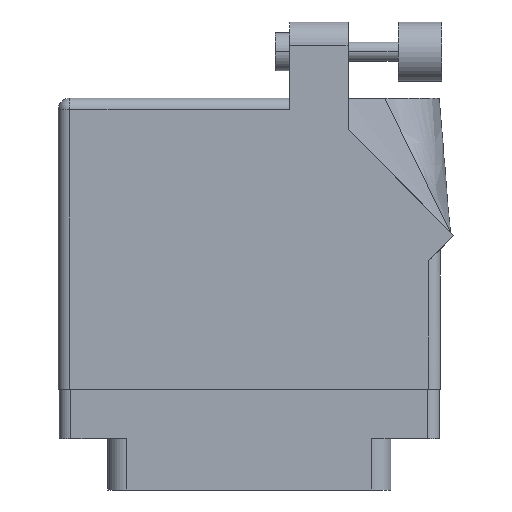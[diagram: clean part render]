
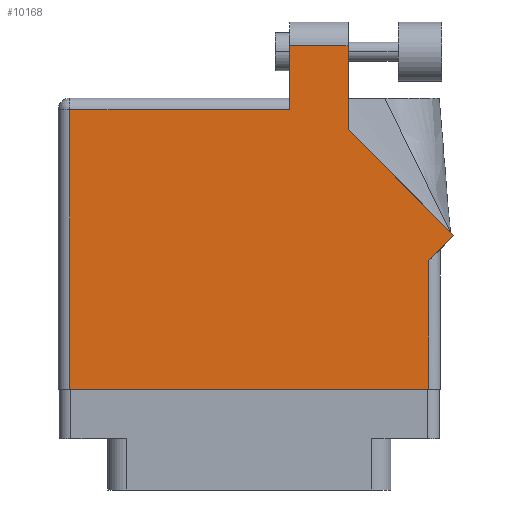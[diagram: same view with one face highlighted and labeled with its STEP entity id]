
A CAD part, front view. The second image highlights one B-rep face of the part: STEP entity #10168.
In plain terms, the highlighted face is planar.
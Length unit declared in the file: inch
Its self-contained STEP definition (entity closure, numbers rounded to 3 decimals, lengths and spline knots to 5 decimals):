
#140 = CARTESIAN_POINT ( 'NONE',  ( 0.062, 1.468, 0. ) ) ;
#244 = LINE ( 'NONE', #23129, #7369 ) ;
#700 = CARTESIAN_POINT ( 'NONE',  ( 1.217, 1.53, 0. ) ) ;
#768 = ORIENTED_EDGE ( 'NONE', *, *, #17373, .T. ) ;
#1045 = VECTOR ( 'NONE', #4034, 39.37008 ) ;
#1947 = VERTEX_POINT ( 'NONE', #21928 ) ;
#2172 = VERTEX_POINT ( 'NONE', #27460 ) ;
#2352 = VECTOR ( 'NONE', #19886, 39.37008 ) ;
#2891 = CARTESIAN_POINT ( 'NONE',  ( 1.948, 0.675, 0. ) ) ;
#2940 = CARTESIAN_POINT ( 'NONE',  ( 1.524, 1.805, 0. ) ) ;
#3006 = AXIS2_PLACEMENT_3D ( 'NONE', #11063, #11369, #23471 ) ;
#3756 = LINE ( 'NONE', #12840, #28546 ) ;
#3971 = ORIENTED_EDGE ( 'NONE', *, *, #26919, .T. ) ;
#4001 = CARTESIAN_POINT ( 'NONE',  ( 2.01, 0.737, 0. ) ) ;
#4034 = DIRECTION ( 'NONE',  ( -1., 0., 0. ) ) ;
#4773 = LINE ( 'NONE', #20727, #1045 ) ;
#4994 = EDGE_CURVE ( 'NONE', #16085, #17972, #16056, .T. ) ;
#5427 = EDGE_CURVE ( 'NONE', #25928, #1947, #4773, .T. ) ;
#7185 = CARTESIAN_POINT ( 'NONE',  ( 2.08071, 0.80771, 0. ) ) ;
#7369 = VECTOR ( 'NONE', #27924, 39.37008 ) ;
#7778 = LINE ( 'NONE', #11871, #22822 ) ;
#7870 = LINE ( 'NONE', #4001, #29674 ) ;
#8125 = DIRECTION ( 'NONE',  ( 0., 1., 0. ) ) ;
#9097 = LINE ( 'NONE', #700, #2352 ) ;
#9846 = ORIENTED_EDGE ( 'NONE', *, *, #15684, .T. ) ;
#10168 = ADVANCED_FACE ( 'NONE', ( #24954 ), #28275, .F. ) ;
#11063 = CARTESIAN_POINT ( 'NONE',  ( 0., 1.53, 0. ) ) ;
#11369 = DIRECTION ( 'NONE',  ( 0., 0., -1. ) ) ;
#11871 = CARTESIAN_POINT ( 'NONE',  ( 2.08071, 0.80771, 0. ) ) ;
#11991 = ORIENTED_EDGE ( 'NONE', *, *, #5427, .T. ) ;
#12840 = CARTESIAN_POINT ( 'NONE',  ( 1.524, 1.36442, 0. ) ) ;
#13165 = VERTEX_POINT ( 'NONE', #2891 ) ;
#13338 = CARTESIAN_POINT ( 'NONE',  ( 1.524, 1.36442, 0. ) ) ;
#13588 = CARTESIAN_POINT ( 'NONE',  ( 0., 1.468, 0. ) ) ;
#13630 = DIRECTION ( 'NONE',  ( 0.707, 0.707, 0. ) ) ;
#13654 = EDGE_CURVE ( 'NONE', #21630, #21859, #7778, .T. ) ;
#14063 = CARTESIAN_POINT ( 'NONE',  ( 1.948, 0., 0. ) ) ;
#15125 = CARTESIAN_POINT ( 'NONE',  ( 1.948, 0.737, 0. ) ) ;
#15292 = VECTOR ( 'NONE', #23392, 39.37008 ) ;
#15371 = VERTEX_POINT ( 'NONE', #14063 ) ;
#15684 = EDGE_CURVE ( 'NONE', #1947, #16085, #9097, .T. ) ;
#16056 = LINE ( 'NONE', #13588, #15292 ) ;
#16085 = VERTEX_POINT ( 'NONE', #26045 ) ;
#17373 = EDGE_CURVE ( 'NONE', #2172, #15371, #28941, .T. ) ;
#17500 = DIRECTION ( 'NONE',  ( 1., 0., 0. ) ) ;
#17569 = EDGE_CURVE ( 'NONE', #21859, #25928, #3756, .T. ) ;
#17972 = VERTEX_POINT ( 'NONE', #140 ) ;
#19885 = ORIENTED_EDGE ( 'NONE', *, *, #26690, .T. ) ;
#19886 = DIRECTION ( 'NONE',  ( 0., -1., 0. ) ) ;
#19910 = ORIENTED_EDGE ( 'NONE', *, *, #17569, .T. ) ;
#20660 = VECTOR ( 'NONE', #17500, 39.37008 ) ;
#20727 = CARTESIAN_POINT ( 'NONE',  ( 1.217, 1.805, 0. ) ) ;
#21630 = VERTEX_POINT ( 'NONE', #7185 ) ;
#21859 = VERTEX_POINT ( 'NONE', #13338 ) ;
#21928 = CARTESIAN_POINT ( 'NONE',  ( 1.217, 1.805, 0. ) ) ;
#22011 = CARTESIAN_POINT ( 'NONE',  ( 0., 0., 0. ) ) ;
#22822 = VECTOR ( 'NONE', #28890, 39.37008 ) ;
#22870 = ORIENTED_EDGE ( 'NONE', *, *, #25464, .T. ) ;
#23129 = CARTESIAN_POINT ( 'NONE',  ( 0.062, 0., 0. ) ) ;
#23392 = DIRECTION ( 'NONE',  ( -1., 0., 0. ) ) ;
#23471 = DIRECTION ( 'NONE',  ( -1., 0., 0. ) ) ;
#24046 = EDGE_LOOP ( 'NONE', ( #19910, #11991, #9846, #25024, #19885, #768, #22870, #3971, #27466 ) ) ;
#24757 = LINE ( 'NONE', #15125, #25494 ) ;
#24954 = FACE_OUTER_BOUND ( 'NONE', #24046, .T. ) ;
#25024 = ORIENTED_EDGE ( 'NONE', *, *, #4994, .T. ) ;
#25464 = EDGE_CURVE ( 'NONE', #15371, #13165, #24757, .T. ) ;
#25494 = VECTOR ( 'NONE', #8125, 39.37008 ) ;
#25928 = VERTEX_POINT ( 'NONE', #2940 ) ;
#26045 = CARTESIAN_POINT ( 'NONE',  ( 1.217, 1.468, 0. ) ) ;
#26690 = EDGE_CURVE ( 'NONE', #17972, #2172, #244, .T. ) ;
#26919 = EDGE_CURVE ( 'NONE', #13165, #21630, #7870, .T. ) ;
#27460 = CARTESIAN_POINT ( 'NONE',  ( 0.062, 0., 0. ) ) ;
#27466 = ORIENTED_EDGE ( 'NONE', *, *, #13654, .T. ) ;
#27924 = DIRECTION ( 'NONE',  ( 0., -1., 0. ) ) ;
#28275 = PLANE ( 'NONE',  #3006 ) ;
#28546 = VECTOR ( 'NONE', #29976, 39.37008 ) ;
#28890 = DIRECTION ( 'NONE',  ( -0.707, 0.707, 0. ) ) ;
#28941 = LINE ( 'NONE', #22011, #20660 ) ;
#29674 = VECTOR ( 'NONE', #13630, 39.37008 ) ;
#29976 = DIRECTION ( 'NONE',  ( 0., 1., 0. ) ) ;
